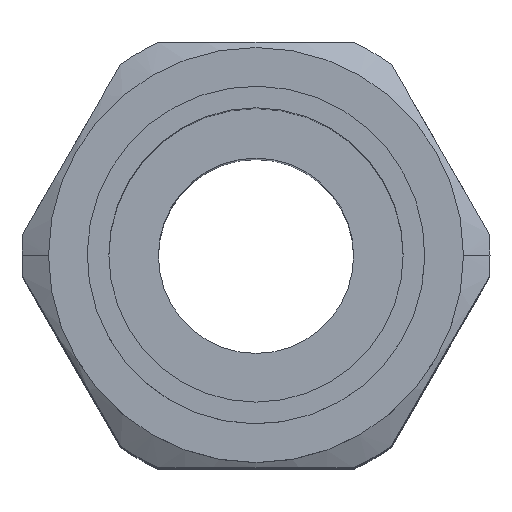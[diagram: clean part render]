
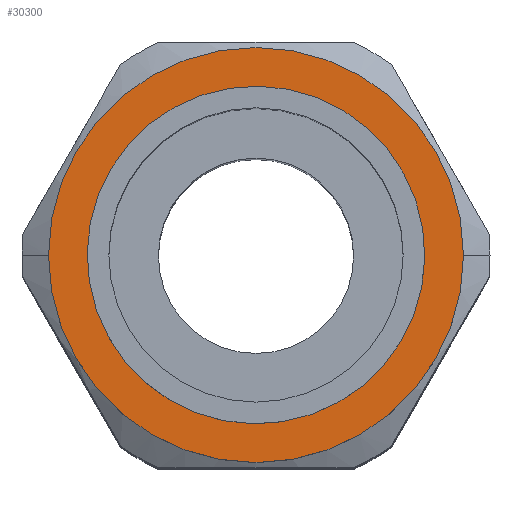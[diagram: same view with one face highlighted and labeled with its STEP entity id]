
A CAD part, top view. The second image highlights one B-rep face of the part: STEP entity #30300.
In plain terms, the highlighted planar face has unit normal (0, 0, 1).
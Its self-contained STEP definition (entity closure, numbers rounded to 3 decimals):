
#29710=CARTESIAN_POINT('',(-12.856,7.482,
59.2));
#29720=VERTEX_POINT('',#29710);
#29750=CARTESIAN_POINT('',(0.,0.,
59.2));
#29760=DIRECTION('',(0.,0.,-1.));
#29770=DIRECTION('',(-0.864,0.503,
0.));
#29780=AXIS2_PLACEMENT_3D('',#29750,#29760,#29770);
#29790=CIRCLE('',#29780,14.875);
#29800=CARTESIAN_POINT('',(12.856,-7.482,
59.2));
#29810=VERTEX_POINT('',#29800);
#29820=EDGE_CURVE('',#29810,#29720,#29790,.T.);
#30050=CARTESIAN_POINT('',(0.,0.,
59.2));
#30060=DIRECTION('',(0.,0.,-1.));
#30070=DIRECTION('',(-0.864,0.503,
0.));
#30080=AXIS2_PLACEMENT_3D('',#30050,#30060,#30070);
#30090=PLANE('',#30080);
#30100=CARTESIAN_POINT('',(0.,0.,
59.2));
#30110=DIRECTION('',(0.,0.,-1.));
#30120=DIRECTION('',(0.753,-0.658,
0.));
#30130=AXIS2_PLACEMENT_3D('',#30100,#30110,#30120);
#30140=CIRCLE('',#30130,12.1);
#30150=CARTESIAN_POINT('',(9.11,-7.963,
59.2));
#30160=VERTEX_POINT('',#30150);
#30170=CARTESIAN_POINT('',(-9.11,7.963,
59.2));
#30180=VERTEX_POINT('',#30170);
#30190=EDGE_CURVE('',#30160,#30180,#30140,.T.);
#30200=ORIENTED_EDGE('',*,*,#30190,.T.);
#30210=EDGE_CURVE('',#30180,#30160,#30140,.T.);
#30220=ORIENTED_EDGE('',*,*,#30210,.T.);
#30230=EDGE_LOOP('',(#30220,#30200));
#30240=FACE_BOUND('',#30230,.T.);
#30250=EDGE_CURVE('',#29720,#29810,#29790,.T.);
#30260=ORIENTED_EDGE('',*,*,#30250,.F.);
#30270=ORIENTED_EDGE('',*,*,#29820,.F.);
#30280=EDGE_LOOP('',(#30270,#30260));
#30290=FACE_OUTER_BOUND('',#30280,.T.);
#30300=ADVANCED_FACE('',(#30240,#30290),#30090,.F.);
